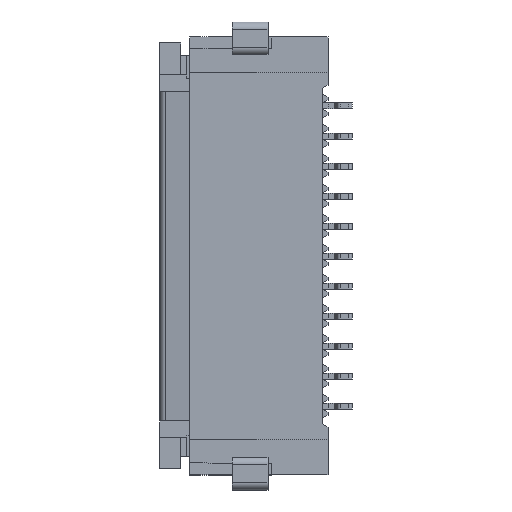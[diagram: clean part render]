
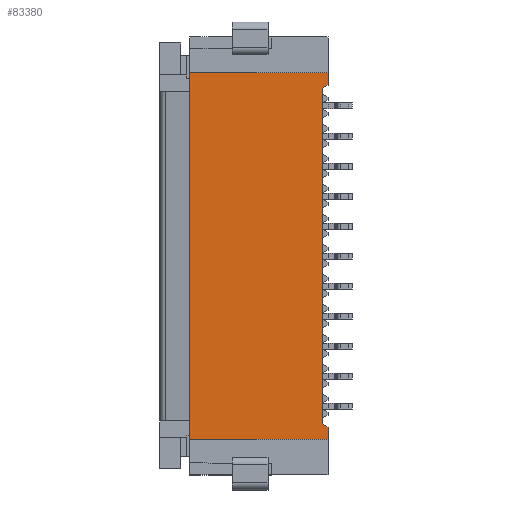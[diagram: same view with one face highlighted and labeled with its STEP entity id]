
A CAD part, left-side view. The second image highlights one B-rep face of the part: STEP entity #83380.
In plain terms, the highlighted planar face has unit normal (-1, 0, 0).
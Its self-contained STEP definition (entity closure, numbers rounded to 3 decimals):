
#24910=CARTESIAN_POINT('',(-2.015,1.009,7.858));
#24920=VERTEX_POINT('',#24910);
#24950=CARTESIAN_POINT('',(-2.015,1.009,7.858));
#24960=DIRECTION('',(0.,-1.,0.));
#24970=VECTOR('',#24960,1.);
#24980=LINE('',#24950,#24970);
#24990=CARTESIAN_POINT('',(-2.015,-3.591,7.858));
#25000=VERTEX_POINT('',#24990);
#25010=EDGE_CURVE('',#24920,#25000,#24980,.T.);
#31210=CARTESIAN_POINT('',(-2.015,-3.591,19.658))
;
#31220=VERTEX_POINT('',#31210);
#31250=CARTESIAN_POINT('',(-2.015,-3.591,21.105));
#31260=DIRECTION('',(0.,0.,-1.));
#31270=VECTOR('',#31260,1.);
#31280=LINE('',#31250,#31270);
#31290=CARTESIAN_POINT('',(-2.015,-3.591,20.058))
;
#31300=VERTEX_POINT('',#31290);
#31310=EDGE_CURVE('',#31300,#31220,#31280,.T.);
#35390=CARTESIAN_POINT('',(-2.015,-3.391,19.555));
#35400=VERTEX_POINT('',#35390);
#35430=CARTESIAN_POINT('',(-2.015,0.,17.817));
#35440=DIRECTION('',(0.,0.89,-0.456));
#35450=VECTOR('',#35440,1.);
#35460=LINE('',#35430,#35450);
#35470=EDGE_CURVE('',#31220,#35400,#35460,.T.);
#43580=CARTESIAN_POINT('',(-2.015,1.009,20.058));
#43590=DIRECTION('',(0.,-1.,0.));
#43600=VECTOR('',#43590,1.);
#43610=LINE('',#43580,#43600);
#43620=CARTESIAN_POINT('',(-2.015,1.009,20.058));
#43630=VERTEX_POINT('',#43620);
#43640=EDGE_CURVE('',#43630,#31300,#43610,.T.);
#78200=CARTESIAN_POINT('',(-2.015,-3.591,6.81));
#78210=DIRECTION('',(0.,0.,1.));
#78220=VECTOR('',#78210,1.);
#78230=LINE('',#78200,#78220);
#78240=CARTESIAN_POINT('',(-2.015,-3.591,8.258));
#78250=VERTEX_POINT('',#78240);
#78260=EDGE_CURVE('',#25000,#78250,#78230,.T.);
#83060=CARTESIAN_POINT('',(-2.015,-3.341,34.555));
#83070=DIRECTION('',(-1.,0.,0.));
#83080=DIRECTION('',(0.,-1.,0.));
#83090=AXIS2_PLACEMENT_3D('',#83060,#83070,#83080);
#83100=PLANE('',#83090);
#83110=CARTESIAN_POINT('',(-2.015,-3.391,29.555));
#83120=DIRECTION('',(0.,0.,-1.));
#83130=VECTOR('',#83120,1.);
#83140=LINE('',#83110,#83130);
#83150=CARTESIAN_POINT('',(-2.015,-3.391,8.36));
#83160=VERTEX_POINT('',#83150);
#83170=EDGE_CURVE('',#35400,#83160,#83140,.T.);
#83180=ORIENTED_EDGE('',*,*,#83170,.F.);
#83190=CARTESIAN_POINT('',(-2.015,0.,10.098));
#83200=DIRECTION('',(0.,-0.89,-0.456));
#83210=VECTOR('',#83200,1.);
#83220=LINE('',#83190,#83210);
#83230=EDGE_CURVE('',#83160,#78250,#83220,.T.);
#83240=ORIENTED_EDGE('',*,*,#83230,.F.);
#83250=ORIENTED_EDGE('',*,*,#78260,.T.);
#83260=ORIENTED_EDGE('',*,*,#25010,.T.);
#83270=CARTESIAN_POINT('',(-2.015,1.009,27.325));
#83280=DIRECTION('',(0.,0.,1.));
#83290=VECTOR('',#83280,1.);
#83300=LINE('',#83270,#83290);
#83310=EDGE_CURVE('',#24920,#43630,#83300,.T.);
#83320=ORIENTED_EDGE('',*,*,#83310,.F.);
#83330=ORIENTED_EDGE('',*,*,#43640,.F.);
#83340=ORIENTED_EDGE('',*,*,#31310,.F.);
#83350=ORIENTED_EDGE('',*,*,#35470,.F.);
#83360=EDGE_LOOP('',(#83350,#83340,#83330,#83320,#83260,#83250,#83240,
#83180));
#83370=FACE_OUTER_BOUND('',#83360,.T.);
#83380=ADVANCED_FACE('',(#83370),#83100,.T.);
